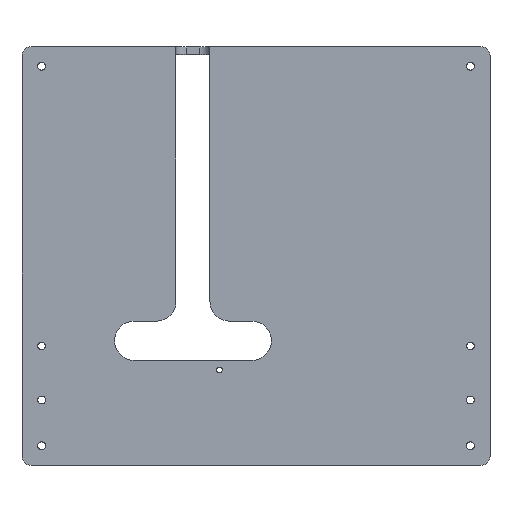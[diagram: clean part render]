
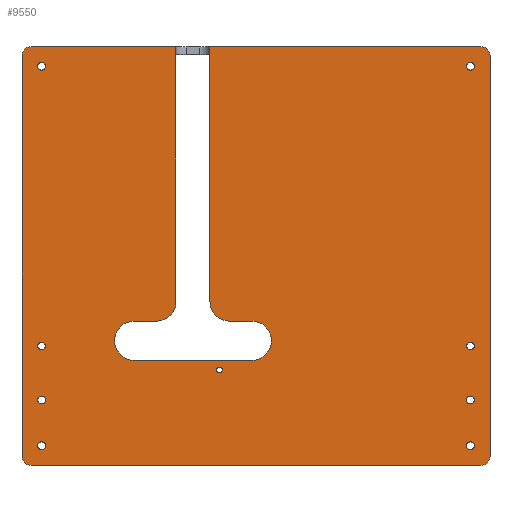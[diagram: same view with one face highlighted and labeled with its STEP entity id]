
A CAD part, top view. The second image highlights one B-rep face of the part: STEP entity #9550.
In plain terms, the highlighted planar face has unit normal (0, 0, 1).
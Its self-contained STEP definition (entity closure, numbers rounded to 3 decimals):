
#50=FACE_BOUND('',#1810,.T.);
#51=FACE_BOUND('',#1811,.T.);
#52=FACE_BOUND('',#1812,.T.);
#53=FACE_BOUND('',#1813,.T.);
#54=FACE_BOUND('',#1814,.T.);
#55=FACE_BOUND('',#1815,.T.);
#56=FACE_BOUND('',#1816,.T.);
#57=FACE_BOUND('',#1817,.T.);
#58=FACE_BOUND('',#1818,.T.);
#489=PLANE('',#10530);
#1224=FACE_OUTER_BOUND('',#1809,.T.);
#1809=EDGE_LOOP('',(#8939,#8940,#8941,#8942,#8943,#8944,#8945,#8946,#8947,
#8948,#8949,#8950,#8951,#8952,#8953,#8954,#8955,#8956));
#1810=EDGE_LOOP('',(#8957));
#1811=EDGE_LOOP('',(#8958));
#1812=EDGE_LOOP('',(#8959));
#1813=EDGE_LOOP('',(#8960));
#1814=EDGE_LOOP('',(#8961));
#1815=EDGE_LOOP('',(#8962));
#1816=EDGE_LOOP('',(#8963));
#1817=EDGE_LOOP('',(#8964));
#1818=EDGE_LOOP('',(#8965));
#2008=LINE('',#14428,#2927);
#2032=LINE('',#14869,#2951);
#2036=LINE('',#14879,#2955);
#2038=LINE('',#14882,#2957);
#2039=LINE('',#14885,#2958);
#2429=LINE('',#15970,#3348);
#2432=LINE('',#15978,#3351);
#2435=LINE('',#15986,#3354);
#2701=LINE('',#16690,#3620);
#2704=LINE('',#16698,#3623);
#2927=VECTOR('',#10929,10.);
#2951=VECTOR('',#11133,10.);
#2955=VECTOR('',#11143,10.);
#2957=VECTOR('',#11147,10.);
#2958=VECTOR('',#11150,10.);
#3348=VECTOR('',#12220,10.);
#3351=VECTOR('',#12229,10.);
#3354=VECTOR('',#12238,10.);
#3620=VECTOR('',#13184,10.);
#3623=VECTOR('',#13193,10.);
#3768=CIRCLE('',#9760,3.5);
#3931=CIRCLE('',#10102,7.5);
#3932=CIRCLE('',#10105,7.5);
#3933=CIRCLE('',#10108,7.5);
#3934=CIRCLE('',#10111,7.5);
#3935=CIRCLE('',#10113,1.5);
#3936=CIRCLE('',#10115,1.5);
#3937=CIRCLE('',#10117,1.5);
#3938=CIRCLE('',#10119,1.5);
#4027=CIRCLE('',#10448,3.5);
#4028=CIRCLE('',#10451,3.5);
#4029=CIRCLE('',#10454,3.5);
#4032=CIRCLE('',#10509,1.1);
#4034=CIRCLE('',#10513,1.475);
#4038=CIRCLE('',#10521,1.475);
#4040=CIRCLE('',#10525,1.475);
#4042=CIRCLE('',#10529,1.475);
#4253=VERTEX_POINT('',#14425);
#4254=VERTEX_POINT('',#14427);
#4364=VERTEX_POINT('',#14866);
#4365=VERTEX_POINT('',#14868);
#4366=VERTEX_POINT('',#14872);
#4367=VERTEX_POINT('',#14876);
#4368=VERTEX_POINT('',#14878);
#4369=VERTEX_POINT('',#14884);
#4723=VERTEX_POINT('',#15964);
#4724=VERTEX_POINT('',#15968);
#4725=VERTEX_POINT('',#15972);
#4726=VERTEX_POINT('',#15976);
#4727=VERTEX_POINT('',#15980);
#4728=VERTEX_POINT('',#15984);
#4729=VERTEX_POINT('',#15990);
#4730=VERTEX_POINT('',#15994);
#4731=VERTEX_POINT('',#15998);
#4732=VERTEX_POINT('',#16002);
#4825=VERTEX_POINT('',#16684);
#4826=VERTEX_POINT('',#16688);
#4827=VERTEX_POINT('',#16692);
#4828=VERTEX_POINT('',#16696);
#4834=VERTEX_POINT('',#16812);
#4836=VERTEX_POINT('',#16819);
#4838=VERTEX_POINT('',#16830);
#4840=VERTEX_POINT('',#16837);
#4842=VERTEX_POINT('',#16844);
#5097=EDGE_CURVE('',#4254,#4253,#2008,.T.);
#5220=EDGE_CURVE('',#4365,#4364,#2032,.T.);
#5223=EDGE_CURVE('',#4364,#4366,#3768,.T.);
#5225=EDGE_CURVE('',#4368,#4367,#2036,.T.);
#5227=EDGE_CURVE('',#4366,#4254,#2038,.T.);
#5228=EDGE_CURVE('',#4369,#4368,#2039,.T.);
#5779=EDGE_CURVE('',#4723,#4369,#3931,.T.);
#5781=EDGE_CURVE('',#4724,#4723,#2429,.T.);
#5783=EDGE_CURVE('',#4725,#4724,#3932,.T.);
#5785=EDGE_CURVE('',#4726,#4725,#2432,.T.);
#5787=EDGE_CURVE('',#4727,#4726,#3933,.T.);
#5789=EDGE_CURVE('',#4728,#4727,#2435,.T.);
#5790=EDGE_CURVE('',#4253,#4728,#3934,.T.);
#5791=EDGE_CURVE('',#4729,#4729,#3935,.T.);
#5793=EDGE_CURVE('',#4730,#4730,#3936,.T.);
#5795=EDGE_CURVE('',#4731,#4731,#3937,.T.);
#5797=EDGE_CURVE('',#4732,#4732,#3938,.T.);
#6147=EDGE_CURVE('',#4367,#4825,#4027,.T.);
#6149=EDGE_CURVE('',#4825,#4826,#2701,.T.);
#6151=EDGE_CURVE('',#4826,#4827,#4028,.T.);
#6153=EDGE_CURVE('',#4827,#4828,#2704,.T.);
#6154=EDGE_CURVE('',#4828,#4365,#4029,.T.);
#6210=EDGE_CURVE('',#4834,#4834,#4032,.T.);
#6213=EDGE_CURVE('',#4836,#4836,#4034,.T.);
#6218=EDGE_CURVE('',#4838,#4838,#4038,.T.);
#6221=EDGE_CURVE('',#4840,#4840,#4040,.T.);
#6224=EDGE_CURVE('',#4842,#4842,#4042,.T.);
#8939=ORIENTED_EDGE('',*,*,#5790,.T.);
#8940=ORIENTED_EDGE('',*,*,#5789,.T.);
#8941=ORIENTED_EDGE('',*,*,#5787,.T.);
#8942=ORIENTED_EDGE('',*,*,#5785,.T.);
#8943=ORIENTED_EDGE('',*,*,#5783,.T.);
#8944=ORIENTED_EDGE('',*,*,#5781,.T.);
#8945=ORIENTED_EDGE('',*,*,#5779,.T.);
#8946=ORIENTED_EDGE('',*,*,#5228,.T.);
#8947=ORIENTED_EDGE('',*,*,#5225,.T.);
#8948=ORIENTED_EDGE('',*,*,#6147,.T.);
#8949=ORIENTED_EDGE('',*,*,#6149,.T.);
#8950=ORIENTED_EDGE('',*,*,#6151,.T.);
#8951=ORIENTED_EDGE('',*,*,#6153,.T.);
#8952=ORIENTED_EDGE('',*,*,#6154,.T.);
#8953=ORIENTED_EDGE('',*,*,#5220,.T.);
#8954=ORIENTED_EDGE('',*,*,#5223,.T.);
#8955=ORIENTED_EDGE('',*,*,#5227,.T.);
#8956=ORIENTED_EDGE('',*,*,#5097,.T.);
#8957=ORIENTED_EDGE('',*,*,#6218,.F.);
#8958=ORIENTED_EDGE('',*,*,#6213,.F.);
#8959=ORIENTED_EDGE('',*,*,#6210,.T.);
#8960=ORIENTED_EDGE('',*,*,#5797,.T.);
#8961=ORIENTED_EDGE('',*,*,#5795,.T.);
#8962=ORIENTED_EDGE('',*,*,#5793,.T.);
#8963=ORIENTED_EDGE('',*,*,#5791,.T.);
#8964=ORIENTED_EDGE('',*,*,#6221,.F.);
#8965=ORIENTED_EDGE('',*,*,#6224,.F.);
#9550=ADVANCED_FACE('',(#1224,#50,#51,#52,#53,#54,#55,#56,#57,#58),#489,
 .T.);
#9760=AXIS2_PLACEMENT_3D('',#14874,#11138,#11139);
#10102=AXIS2_PLACEMENT_3D('',#15966,#12215,#12216);
#10105=AXIS2_PLACEMENT_3D('',#15974,#12224,#12225);
#10108=AXIS2_PLACEMENT_3D('',#15982,#12233,#12234);
#10111=AXIS2_PLACEMENT_3D('',#15988,#12241,#12242);
#10113=AXIS2_PLACEMENT_3D('',#15991,#12245,#12246);
#10115=AXIS2_PLACEMENT_3D('',#15995,#12250,#12251);
#10117=AXIS2_PLACEMENT_3D('',#15999,#12255,#12256);
#10119=AXIS2_PLACEMENT_3D('',#16003,#12260,#12261);
#10448=AXIS2_PLACEMENT_3D('',#16686,#13179,#13180);
#10451=AXIS2_PLACEMENT_3D('',#16694,#13188,#13189);
#10454=AXIS2_PLACEMENT_3D('',#16700,#13196,#13197);
#10509=AXIS2_PLACEMENT_3D('',#16814,#13359,#13360);
#10513=AXIS2_PLACEMENT_3D('',#16821,#13368,#13369);
#10521=AXIS2_PLACEMENT_3D('',#16832,#13385,#13386);
#10525=AXIS2_PLACEMENT_3D('',#16839,#13394,#13395);
#10529=AXIS2_PLACEMENT_3D('',#16846,#13403,#13404);
#10530=AXIS2_PLACEMENT_3D('',#16847,#13405,#13406);
#10929=DIRECTION('',(0.,-1.,0.));
#11133=DIRECTION('',(0.,1.,0.));
#11138=DIRECTION('center_axis',(0.,0.,1.));
#11139=DIRECTION('ref_axis',(0.707,0.707,0.));
#11143=DIRECTION('',(-1.,0.,0.));
#11147=DIRECTION('',(-1.,0.,0.));
#11150=DIRECTION('',(0.,1.,0.));
#12215=DIRECTION('center_axis',(0.,0.,1.));
#12216=DIRECTION('ref_axis',(0.707,-0.707,0.));
#12220=DIRECTION('',(1.,0.,0.));
#12224=DIRECTION('center_axis',(0.,0.,-1.));
#12225=DIRECTION('ref_axis',(-0.707,-0.707,0.));
#12229=DIRECTION('',(-1.,0.,0.));
#12233=DIRECTION('center_axis',(0.,0.,-1.));
#12234=DIRECTION('ref_axis',(0.707,0.707,0.));
#12238=DIRECTION('',(1.,0.,0.));
#12241=DIRECTION('center_axis',(0.,0.,1.));
#12242=DIRECTION('ref_axis',(-0.707,-0.707,0.));
#12245=DIRECTION('center_axis',(0.,0.,-1.));
#12246=DIRECTION('ref_axis',(1.,0.,0.));
#12250=DIRECTION('center_axis',(0.,0.,-1.));
#12251=DIRECTION('ref_axis',(1.,0.,0.));
#12255=DIRECTION('center_axis',(0.,0.,-1.));
#12256=DIRECTION('ref_axis',(1.,0.,0.));
#12260=DIRECTION('center_axis',(0.,0.,-1.));
#12261=DIRECTION('ref_axis',(1.,0.,0.));
#13179=DIRECTION('center_axis',(0.,0.,1.));
#13180=DIRECTION('ref_axis',(-0.707,0.707,0.));
#13184=DIRECTION('',(0.,-1.,0.));
#13188=DIRECTION('center_axis',(0.,0.,1.));
#13189=DIRECTION('ref_axis',(-0.707,-0.707,0.));
#13193=DIRECTION('',(1.,0.,0.));
#13196=DIRECTION('center_axis',(0.,0.,1.));
#13197=DIRECTION('ref_axis',(0.707,-0.707,0.));
#13359=DIRECTION('center_axis',(0.,0.,-1.));
#13360=DIRECTION('ref_axis',(1.,0.,0.));
#13368=DIRECTION('center_axis',(0.,0.,1.));
#13369=DIRECTION('ref_axis',(-1.,0.,0.));
#13385=DIRECTION('center_axis',(0.,0.,1.));
#13386=DIRECTION('ref_axis',(-1.,0.,0.));
#13394=DIRECTION('center_axis',(0.,0.,1.));
#13395=DIRECTION('ref_axis',(-1.,0.,0.));
#13403=DIRECTION('center_axis',(0.,0.,1.));
#13404=DIRECTION('ref_axis',(-1.,0.,0.));
#13405=DIRECTION('center_axis',(0.,0.,1.));
#13406=DIRECTION('ref_axis',(-1.,0.,0.));
#14425=CARTESIAN_POINT('',(-56.187,48.553,7.95));
#14427=CARTESIAN_POINT('',(-56.187,146.053,7.95));
#14428=CARTESIAN_POINT('',(-56.187,106.011,7.95));
#14866=CARTESIAN_POINT('',(50.914,142.553,7.95));
#14868=CARTESIAN_POINT('',(50.914,-10.615,7.95));
#14869=CARTESIAN_POINT('',(50.914,106.011,7.95));
#14872=CARTESIAN_POINT('',(47.414,146.053,7.95));
#14874=CARTESIAN_POINT('Origin',(47.414,142.553,7.95));
#14876=CARTESIAN_POINT('',(-124.586,146.053,7.95));
#14878=CARTESIAN_POINT('',(-69.187,146.053,7.95));
#14879=CARTESIAN_POINT('',(-83.336,146.053,7.95));
#14882=CARTESIAN_POINT('',(-83.336,146.053,7.95));
#14884=CARTESIAN_POINT('',(-69.187,48.553,7.95));
#14885=CARTESIAN_POINT('',(-69.187,106.011,7.95));
#15964=CARTESIAN_POINT('',(-76.687,41.053,7.95));
#15966=CARTESIAN_POINT('Origin',(-76.687,48.553,7.95));
#15968=CARTESIAN_POINT('',(-85.187,41.053,7.95));
#15970=CARTESIAN_POINT('',(-53.887,41.053,7.95));
#15972=CARTESIAN_POINT('',(-85.187,26.053,7.95));
#15974=CARTESIAN_POINT('Origin',(-85.187,33.553,7.95));
#15976=CARTESIAN_POINT('',(-40.187,26.053,7.95));
#15978=CARTESIAN_POINT('',(-38.586,26.053,7.95));
#15980=CARTESIAN_POINT('',(-40.187,41.053,7.95));
#15982=CARTESIAN_POINT('Origin',(-40.187,33.553,7.95));
#15984=CARTESIAN_POINT('',(-48.687,41.053,7.95));
#15986=CARTESIAN_POINT('',(-35.637,41.053,7.95));
#15988=CARTESIAN_POINT('Origin',(-48.687,48.553,7.95));
#15990=CARTESIAN_POINT('',(41.914,10.885,7.95));
#15991=CARTESIAN_POINT('Origin',(43.414,10.885,7.95));
#15994=CARTESIAN_POINT('',(-122.086,10.885,7.95));
#15995=CARTESIAN_POINT('Origin',(-120.586,10.885,7.95));
#15998=CARTESIAN_POINT('',(41.914,-6.615,7.95));
#15999=CARTESIAN_POINT('Origin',(43.414,-6.615,7.95));
#16002=CARTESIAN_POINT('',(-122.086,-6.615,7.95));
#16003=CARTESIAN_POINT('Origin',(-120.586,-6.615,7.95));
#16684=CARTESIAN_POINT('',(-128.086,142.553,7.95));
#16686=CARTESIAN_POINT('Origin',(-124.586,142.553,7.95));
#16688=CARTESIAN_POINT('',(-128.086,-10.615,7.95));
#16690=CARTESIAN_POINT('',(-128.086,25.927,7.95));
#16692=CARTESIAN_POINT('',(-124.586,-14.115,7.95));
#16694=CARTESIAN_POINT('Origin',(-124.586,-10.615,7.95));
#16696=CARTESIAN_POINT('',(47.414,-14.115,7.95));
#16698=CARTESIAN_POINT('',(6.164,-14.115,7.95));
#16700=CARTESIAN_POINT('Origin',(47.414,-10.615,7.95));
#16812=CARTESIAN_POINT('',(-53.686,22.385,7.95));
#16814=CARTESIAN_POINT('Origin',(-52.586,22.385,7.95));
#16819=CARTESIAN_POINT('',(-119.111,138.553,7.95));
#16821=CARTESIAN_POINT('Origin',(-120.586,138.553,7.95));
#16830=CARTESIAN_POINT('',(-119.111,31.553,7.95));
#16832=CARTESIAN_POINT('Origin',(-120.586,31.553,7.95));
#16837=CARTESIAN_POINT('',(44.889,138.553,7.95));
#16839=CARTESIAN_POINT('Origin',(43.414,138.553,7.95));
#16844=CARTESIAN_POINT('',(44.889,31.553,7.95));
#16846=CARTESIAN_POINT('Origin',(43.414,31.553,7.95));
#16847=CARTESIAN_POINT('Origin',(-38.586,65.969,7.95));
